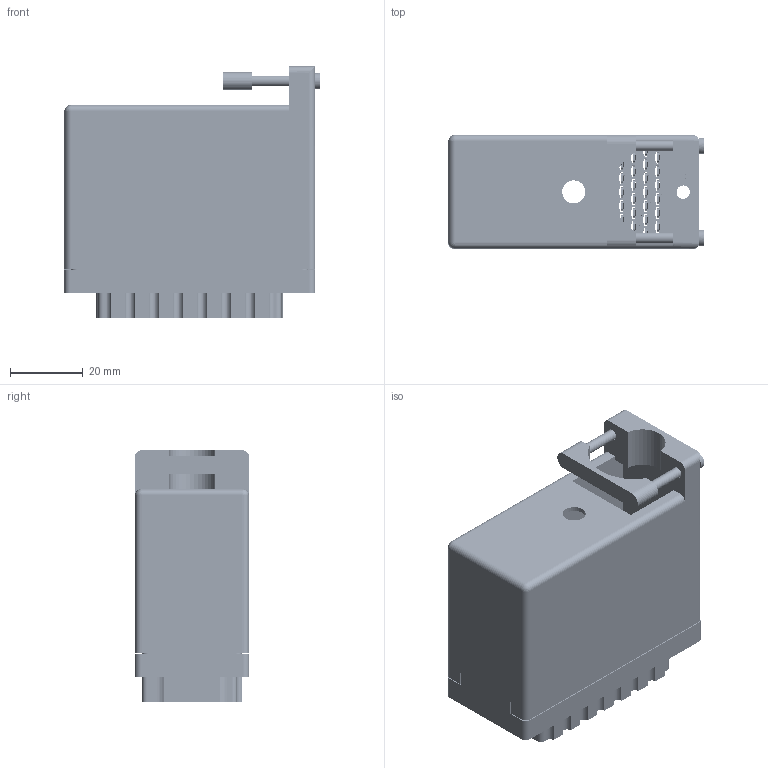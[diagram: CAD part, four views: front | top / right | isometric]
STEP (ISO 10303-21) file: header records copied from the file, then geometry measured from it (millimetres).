
FILE_DESCRIPTION (( 'STEP AP203' ), '1' );
FILE_NAME ('516-090-500-660.STEP', '2020-03-06T18:39:57', ( '' ), ( '' ), 'SwSTEP 2.0', 'SolidWorks 2016', '' );
FILE_SCHEMA (( 'CONFIG_CONTROL_DESIGN' ));
Length unit declared in the file: inch
Products named in the file (4): 516-090-500-660; 516-230-001_Metal - 090 Top Entry; 516-292-001_500 Contact; 516 Part Receptacle_090
Assembly tree (92 placements, depth 2):
  516-090-500-660
    516 Part Receptacle_090
    516-292-001_500 Contact  x90
    516-230-001_Metal - 090 Top Entry
Bounding box: 70.31 x 31.34 x 69.24 mm (x, y, z)
Volume: 38335.1 mm3; surface area: 68042.7 mm2
Topology: 92 solids, 92 shells, 8827 faces, 25690 edges, 17060 vertices
Faces by surface type: plane 5278, cylinder 3005, bspline 540, cone 2, sphere 2
Entity records: 72895 total; most frequent: CARTESIAN_POINT 12655, ORIENTED_EDGE 12216, DIRECTION 11928, EDGE_CURVE 6108, VECTOR 4512, LINE 4512, VERTEX_POINT 4066, AXIS2_PLACEMENT_3D 3708
